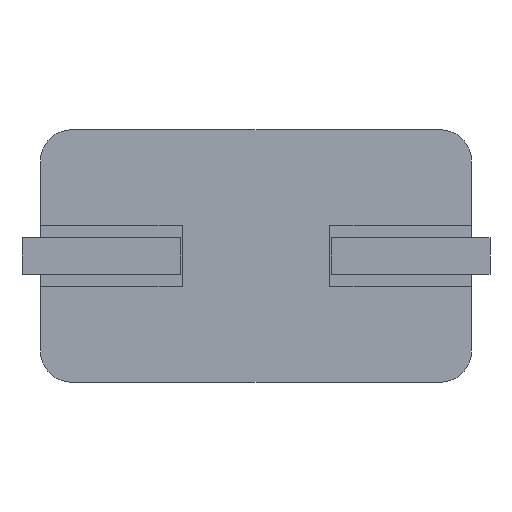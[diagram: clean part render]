
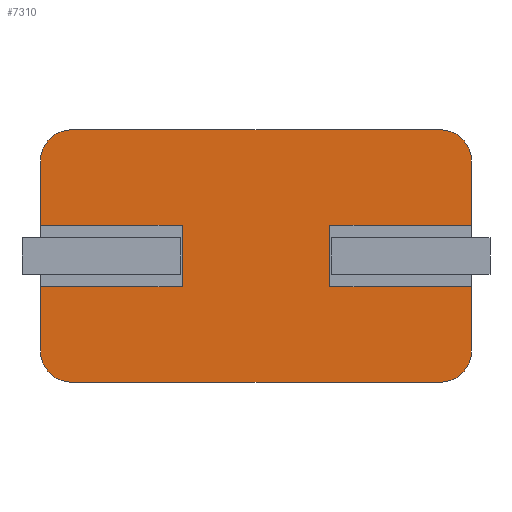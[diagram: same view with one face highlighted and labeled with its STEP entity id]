
A CAD part, front view. The second image highlights one B-rep face of the part: STEP entity #7310.
In plain terms, the highlighted planar face has unit normal (0, -1, 0).
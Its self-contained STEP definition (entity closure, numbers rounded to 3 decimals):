
#62 = CARTESIAN_POINT ( 'NONE',  ( -3.5, 0., -2.05 ) ) ;
#63 = DIRECTION ( 'NONE',  ( -1., 0., 0. ) ) ;
#70 = CARTESIAN_POINT ( 'NONE',  ( 3.5, 0., -2.05 ) ) ;
#71 = DIRECTION ( 'NONE',  ( 0., 0., -1. ) ) ;
#79 = CARTESIAN_POINT ( 'NONE',  ( -3.5, 0., -0.5 ) ) ;
#80 = DIRECTION ( 'NONE',  ( -1., 0., 0. ) ) ;
#82 = CARTESIAN_POINT ( 'NONE',  ( 2.992, 0., -1.542 ) ) ;
#83 = DIRECTION ( 'NONE',  ( 0., -1., 0. ) ) ;
#84 = DIRECTION ( 'NONE',  ( 0., 0., 1. ) ) ;
#303 = CARTESIAN_POINT ( 'NONE',  ( 3.5, 0., -2.05 ) ) ;
#318 = DIRECTION ( 'NONE',  ( 0., 0., -1. ) ) ;
#915 = CIRCLE ( 'NONE', #6847, 0.508 ) ;
#941 = LINE ( 'NONE', #303, #950 ) ;
#950 = VECTOR ( 'NONE', #318, 1000. ) ;
#1125 = ORIENTED_EDGE ( 'NONE', *, *, #7002, .T. ) ;
#1126 = ORIENTED_EDGE ( 'NONE', *, *, #7001, .F. ) ;
#1127 = ORIENTED_EDGE ( 'NONE', *, *, #7000, .T. ) ;
#1130 = ORIENTED_EDGE ( 'NONE', *, *, #7053, .F. ) ;
#1135 = ORIENTED_EDGE ( 'NONE', *, *, #7022, .T. ) ;
#1145 = ORIENTED_EDGE ( 'NONE', *, *, #7003, .F. ) ;
#1146 = ORIENTED_EDGE ( 'NONE', *, *, #7004, .T. ) ;
#1147 = ORIENTED_EDGE ( 'NONE', *, *, #7011, .T. ) ;
#1152 = ORIENTED_EDGE ( 'NONE', *, *, #7010, .T. ) ;
#1153 = ORIENTED_EDGE ( 'NONE', *, *, #7009, .F. ) ;
#1157 = ORIENTED_EDGE ( 'NONE', *, *, #7023, .T. ) ;
#1158 = ORIENTED_EDGE ( 'NONE', *, *, #7018, .F. ) ;
#1159 = ORIENTED_EDGE ( 'NONE', *, *, #6989, .T. ) ;
#1160 = ORIENTED_EDGE ( 'NONE', *, *, #7021, .F. ) ;
#1161 = ORIENTED_EDGE ( 'NONE', *, *, #6991, .T. ) ;
#1162 = ORIENTED_EDGE ( 'NONE', *, *, #6992, .T. ) ;
#1381 = LINE ( 'NONE', #4208, #1400 ) ;
#1399 = LINE ( 'NONE', #4191, #1404 ) ;
#1400 = VECTOR ( 'NONE', #4210, 1000. ) ;
#1403 = LINE ( 'NONE', #4213, #1406 ) ;
#1404 = VECTOR ( 'NONE', #4212, 1000. ) ;
#1406 = VECTOR ( 'NONE', #4214, 1000. ) ;
#1411 = CIRCLE ( 'NONE', #6838, 0.508 ) ;
#1419 = CIRCLE ( 'NONE', #6837, 0.508 ) ;
#1421 = LINE ( 'NONE', #4228, #1423 ) ;
#1423 = VECTOR ( 'NONE', #4220, 1000. ) ;
#1424 = LINE ( 'NONE', #4234, #1426 ) ;
#1425 = LINE ( 'NONE', #4240, #1428 ) ;
#1426 = VECTOR ( 'NONE', #4230, 1000. ) ;
#1428 = VECTOR ( 'NONE', #4241, 1000. ) ;
#1431 = LINE ( 'NONE', #4278, #1434 ) ;
#1433 = CIRCLE ( 'NONE', #6840, 0.508 ) ;
#1434 = VECTOR ( 'NONE', #4279, 1000. ) ;
#1435 = LINE ( 'NONE', #4261, #1437 ) ;
#1437 = VECTOR ( 'NONE', #4262, 1000. ) ;
#1445 = LINE ( 'NONE', #62, #1447 ) ;
#1447 = VECTOR ( 'NONE', #63, 1000. ) ;
#1449 = LINE ( 'NONE', #70, #1451 ) ;
#1450 = LINE ( 'NONE', #79, #1582 ) ;
#1451 = VECTOR ( 'NONE', #71, 1000. ) ;
#1582 = VECTOR ( 'NONE', #80, 1000. ) ;
#2299 = CARTESIAN_POINT ( 'NONE',  ( 2.992, 0., 2.05 ) ) ;
#2300 = CARTESIAN_POINT ( 'NONE',  ( -3.5, 0., -0.5 ) ) ;
#2328 = CARTESIAN_POINT ( 'NONE',  ( -1.2, 0., 0.5 ) ) ;
#2330 = CARTESIAN_POINT ( 'NONE',  ( -3.5, 0., 1.542 ) ) ;
#2341 = CARTESIAN_POINT ( 'NONE',  ( 3.5, 0., -1.542 ) ) ;
#2363 = CARTESIAN_POINT ( 'NONE',  ( -1.2, 0., -0.5 ) ) ;
#2385 = CARTESIAN_POINT ( 'NONE',  ( -3.5, 0., 0.5 ) ) ;
#2393 = CARTESIAN_POINT ( 'NONE',  ( 1.2, 0., -0.5 ) ) ;
#2396 = CARTESIAN_POINT ( 'NONE',  ( 3.5, 0., 1.542 ) ) ;
#2429 = CARTESIAN_POINT ( 'NONE',  ( -2.992, 0., 2.05 ) ) ;
#2920 = PLANE ( 'NONE',  #3072 ) ;
#2939 = CARTESIAN_POINT ( 'NONE',  ( -3.5, 0., 2.05 ) ) ;
#2940 = DIRECTION ( 'NONE',  ( 0., 1., 0. ) ) ;
#2941 = DIRECTION ( 'NONE',  ( 0., 0., 1. ) ) ;
#2947 = CARTESIAN_POINT ( 'NONE',  ( -3.5, 0., -1.542 ) ) ;
#3072 = AXIS2_PLACEMENT_3D ( 'NONE', #2939, #2940, #2941 ) ;
#3212 = VERTEX_POINT ( 'NONE', #3408 ) ;
#3328 = EDGE_LOOP ( 'NONE', ( #1153, #1152, #1158, #1157, #1160, #1159, #1161, #1162, #1130, #1127, #1126, #1125, #1145, #1146, #1147, #1135 ) ) ;
#3408 = CARTESIAN_POINT ( 'NONE',  ( 1.2, 0., 0.5 ) ) ;
#3541 = CARTESIAN_POINT ( 'NONE',  ( 3.5, 0., 0.5 ) ) ;
#3565 = CARTESIAN_POINT ( 'NONE',  ( -2.992, 0., -2.05 ) ) ;
#3584 = CARTESIAN_POINT ( 'NONE',  ( 3.5, 0., -0.5 ) ) ;
#3586 = CARTESIAN_POINT ( 'NONE',  ( 2.992, 0., -2.05 ) ) ;
#3628 = VERTEX_POINT ( 'NONE', #3541 ) ;
#4191 = CARTESIAN_POINT ( 'NONE',  ( 1.2, 0., 0.5 ) ) ;
#4208 = CARTESIAN_POINT ( 'NONE',  ( 1.2, 0., -0.5 ) ) ;
#4210 = DIRECTION ( 'NONE',  ( -1., 0., 0. ) ) ;
#4212 = DIRECTION ( 'NONE',  ( 0., 0., 1. ) ) ;
#4213 = CARTESIAN_POINT ( 'NONE',  ( 1.2, 0., 0.5 ) ) ;
#4214 = DIRECTION ( 'NONE',  ( 1., 0., 0. ) ) ;
#4220 = DIRECTION ( 'NONE',  ( 1., 0., 0. ) ) ;
#4228 = CARTESIAN_POINT ( 'NONE',  ( -3.5, 0., 2.05 ) ) ;
#4230 = DIRECTION ( 'NONE',  ( 0., 0., 1. ) ) ;
#4231 = CARTESIAN_POINT ( 'NONE',  ( 2.992, 0., 1.542 ) ) ;
#4232 = DIRECTION ( 'NONE',  ( 0., -1., 0. ) ) ;
#4233 = DIRECTION ( 'NONE',  ( 0., 0., 1. ) ) ;
#4234 = CARTESIAN_POINT ( 'NONE',  ( -3.5, 0., -2.05 ) ) ;
#4237 = CARTESIAN_POINT ( 'NONE',  ( -2.992, 0., 1.542 ) ) ;
#4238 = DIRECTION ( 'NONE',  ( 0., -1., 0. ) ) ;
#4239 = DIRECTION ( 'NONE',  ( 0., 0., 1. ) ) ;
#4240 = CARTESIAN_POINT ( 'NONE',  ( -3.5, 0., 0.5 ) ) ;
#4241 = DIRECTION ( 'NONE',  ( 1., 0., 0. ) ) ;
#4261 = CARTESIAN_POINT ( 'NONE',  ( -1.2, 0., 0.5 ) ) ;
#4262 = DIRECTION ( 'NONE',  ( 0., 0., -1. ) ) ;
#4278 = CARTESIAN_POINT ( 'NONE',  ( -3.5, 0., -2.05 ) ) ;
#4279 = DIRECTION ( 'NONE',  ( 0., 0., 1. ) ) ;
#4280 = CARTESIAN_POINT ( 'NONE',  ( -2.992, 0., -1.542 ) ) ;
#4281 = DIRECTION ( 'NONE',  ( 0., -1., 0. ) ) ;
#4282 = DIRECTION ( 'NONE',  ( 0., 0., 1. ) ) ;
#4595 = VERTEX_POINT ( 'NONE', #2300 ) ;
#4597 = VERTEX_POINT ( 'NONE', #2299 ) ;
#4620 = VERTEX_POINT ( 'NONE', #2385 ) ;
#4623 = VERTEX_POINT ( 'NONE', #2363 ) ;
#4634 = VERTEX_POINT ( 'NONE', #2429 ) ;
#4635 = VERTEX_POINT ( 'NONE', #2341 ) ;
#4640 = VERTEX_POINT ( 'NONE', #2393 ) ;
#4646 = VERTEX_POINT ( 'NONE', #2396 ) ;
#4650 = VERTEX_POINT ( 'NONE', #2328 ) ;
#4651 = VERTEX_POINT ( 'NONE', #2330 ) ;
#5027 = FACE_OUTER_BOUND ( 'NONE', #3328, .T. ) ;
#5248 = VERTEX_POINT ( 'NONE', #3586 ) ;
#5261 = VERTEX_POINT ( 'NONE', #3565 ) ;
#5264 = VERTEX_POINT ( 'NONE', #3584 ) ;
#6837 = AXIS2_PLACEMENT_3D ( 'NONE', #4237, #4238, #4239 ) ;
#6838 = AXIS2_PLACEMENT_3D ( 'NONE', #4231, #4232, #4233 ) ;
#6840 = AXIS2_PLACEMENT_3D ( 'NONE', #4280, #4281, #4282 ) ;
#6847 = AXIS2_PLACEMENT_3D ( 'NONE', #82, #83, #84 ) ;
#6989 = EDGE_CURVE ( 'NONE', #5264, #4640, #1381, .T. ) ;
#6991 = EDGE_CURVE ( 'NONE', #4640, #3212, #1399, .T. ) ;
#6992 = EDGE_CURVE ( 'NONE', #3212, #3628, #1403, .T. ) ;
#7000 = EDGE_CURVE ( 'NONE', #4646, #4597, #1411, .T. ) ;
#7001 = EDGE_CURVE ( 'NONE', #4634, #4597, #1421, .T. ) ;
#7002 = EDGE_CURVE ( 'NONE', #4634, #4651, #1419, .T. ) ;
#7003 = EDGE_CURVE ( 'NONE', #4620, #4651, #1424, .T. ) ;
#7004 = EDGE_CURVE ( 'NONE', #4620, #4650, #1425, .T. ) ;
#7009 = EDGE_CURVE ( 'NONE', #7325, #4595, #1431, .T. ) ;
#7010 = EDGE_CURVE ( 'NONE', #7325, #5261, #1433, .T. ) ;
#7011 = EDGE_CURVE ( 'NONE', #4650, #4623, #1435, .T. ) ;
#7018 = EDGE_CURVE ( 'NONE', #5248, #5261, #1445, .T. ) ;
#7021 = EDGE_CURVE ( 'NONE', #5264, #4635, #1449, .T. ) ;
#7022 = EDGE_CURVE ( 'NONE', #4623, #4595, #1450, .T. ) ;
#7023 = EDGE_CURVE ( 'NONE', #5248, #4635, #915, .T. ) ;
#7053 = EDGE_CURVE ( 'NONE', #4646, #3628, #941, .T. ) ;
#7310 = ADVANCED_FACE ( 'NONE', ( #5027 ), #2920, .F. ) ;
#7325 = VERTEX_POINT ( 'NONE', #2947 ) ;
